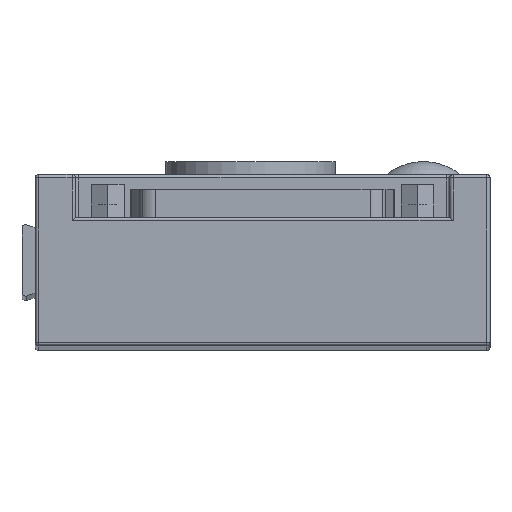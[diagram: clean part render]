
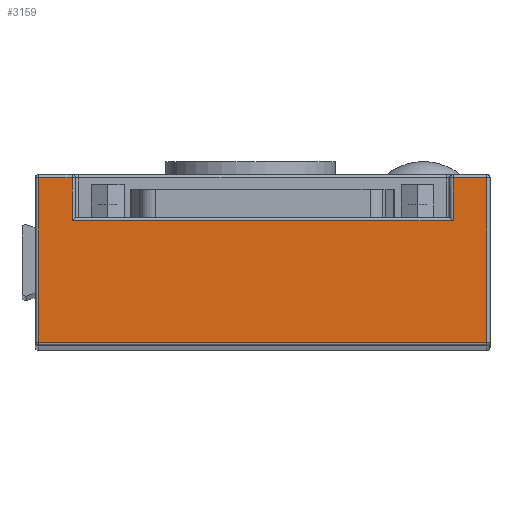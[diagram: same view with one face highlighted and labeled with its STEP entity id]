
A CAD part, top view. The second image highlights one B-rep face of the part: STEP entity #3159.
In plain terms, the highlighted planar face has unit normal (0, 0, 1).
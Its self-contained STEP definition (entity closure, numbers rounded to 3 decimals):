
#1076 = LINE ( 'NONE', #1328, #1077 ) ;
#1077 = VECTOR ( 'NONE', #1329, 1000. ) ;
#1078 = LINE ( 'NONE', #1330, #1079 ) ;
#1079 = VECTOR ( 'NONE', #1331, 1000. ) ;
#1080 = LINE ( 'NONE', #1332, #1081 ) ;
#1081 = VECTOR ( 'NONE', #1333, 1000. ) ;
#1082 = LINE ( 'NONE', #1334, #1083 ) ;
#1083 = VECTOR ( 'NONE', #1335, 1000. ) ;
#1084 = LINE ( 'NONE', #1336, #1085 ) ;
#1085 = VECTOR ( 'NONE', #1337, 1000. ) ;
#1086 = LINE ( 'NONE', #1338, #1087 ) ;
#1087 = VECTOR ( 'NONE', #1339, 1000. ) ;
#1088 = LINE ( 'NONE', #1340, #1089 ) ;
#1089 = VECTOR ( 'NONE', #1341, 1000. ) ;
#1090 = LINE ( 'NONE', #1342, #1091 ) ;
#1091 = VECTOR ( 'NONE', #1343, 1000. ) ;
#1328 = CARTESIAN_POINT ( 'NONE',  ( -34.5, 12.5, 202.25 ) ) ;
#1329 = DIRECTION ( 'NONE',  ( -1., 0., 0. ) ) ;
#1330 = CARTESIAN_POINT ( 'NONE',  ( -34., -13., 202.25 ) ) ;
#1331 = DIRECTION ( 'NONE',  ( 0., -1., 0. ) ) ;
#1332 = CARTESIAN_POINT ( 'NONE',  ( 34.5, -12.5, 202.25 ) ) ;
#1333 = DIRECTION ( 'NONE',  ( 1., 0., 0. ) ) ;
#1334 = CARTESIAN_POINT ( 'NONE',  ( 34., 13., 202.25 ) ) ;
#1335 = DIRECTION ( 'NONE',  ( 0., 1., 0. ) ) ;
#1336 = CARTESIAN_POINT ( 'NONE',  ( 28.4, 12.5, 202.25 ) ) ;
#1337 = DIRECTION ( 'NONE',  ( -1., 0., 0. ) ) ;
#1338 = CARTESIAN_POINT ( 'NONE',  ( 28.9, 6.5, 202.25 ) ) ;
#1339 = DIRECTION ( 'NONE',  ( 0., -1., 0. ) ) ;
#1340 = CARTESIAN_POINT ( 'NONE',  ( -28.4, 6., 202.25 ) ) ;
#1341 = DIRECTION ( 'NONE',  ( -1., 0., 0. ) ) ;
#1342 = CARTESIAN_POINT ( 'NONE',  ( -28.9, 13., 202.25 ) ) ;
#1343 = DIRECTION ( 'NONE',  ( 0., 1., 0. ) ) ;
#2159 = VERTEX_POINT ( 'NONE', #9264 ) ;
#2160 = VERTEX_POINT ( 'NONE', #9265 ) ;
#2161 = VERTEX_POINT ( 'NONE', #9266 ) ;
#2162 = VERTEX_POINT ( 'NONE', #9267 ) ;
#2163 = VERTEX_POINT ( 'NONE', #9268 ) ;
#2164 = VERTEX_POINT ( 'NONE', #9269 ) ;
#2165 = VERTEX_POINT ( 'NONE', #9270 ) ;
#2166 = VERTEX_POINT ( 'NONE', #9271 ) ;
#2905 = AXIS2_PLACEMENT_3D ( 'NONE', #11291, #11292, #11293 ) ;
#3159 = ADVANCED_FACE ( 'NONE', ( #8482 ), #11290, .T. ) ;
#4648 = EDGE_LOOP ( 'NONE', ( #4981, #4982, #4983, #4984, #4985, #4986, #4987, #4988 ) ) ;
#4981 = ORIENTED_EDGE ( 'NONE', *, *, #5614, .T. ) ;
#4982 = ORIENTED_EDGE ( 'NONE', *, *, #5616, .T. ) ;
#4983 = ORIENTED_EDGE ( 'NONE', *, *, #5618, .T. ) ;
#4984 = ORIENTED_EDGE ( 'NONE', *, *, #5620, .T. ) ;
#4985 = ORIENTED_EDGE ( 'NONE', *, *, #5622, .T. ) ;
#4986 = ORIENTED_EDGE ( 'NONE', *, *, #5624, .T. ) ;
#4987 = ORIENTED_EDGE ( 'NONE', *, *, #5627, .T. ) ;
#4988 = ORIENTED_EDGE ( 'NONE', *, *, #5629, .T. ) ;
#5614 = EDGE_CURVE ( 'NONE', #2159, #2160, #1076, .T. ) ;
#5616 = EDGE_CURVE ( 'NONE', #2160, #2161, #1078, .T. ) ;
#5618 = EDGE_CURVE ( 'NONE', #2161, #2162, #1080, .T. ) ;
#5620 = EDGE_CURVE ( 'NONE', #2162, #2163, #1082, .T. ) ;
#5622 = EDGE_CURVE ( 'NONE', #2163, #2164, #1084, .T. ) ;
#5624 = EDGE_CURVE ( 'NONE', #2164, #2165, #1086, .T. ) ;
#5627 = EDGE_CURVE ( 'NONE', #2165, #2166, #1088, .T. ) ;
#5629 = EDGE_CURVE ( 'NONE', #2166, #2159, #1090, .T. ) ;
#8482 = FACE_OUTER_BOUND ( 'NONE', #4648, .T. ) ;
#9264 = CARTESIAN_POINT ( 'NONE',  ( -28.9, 12.5, 202.25 ) ) ;
#9265 = CARTESIAN_POINT ( 'NONE',  ( -34., 12.5, 202.25 ) ) ;
#9266 = CARTESIAN_POINT ( 'NONE',  ( -34., -12.5, 202.25 ) ) ;
#9267 = CARTESIAN_POINT ( 'NONE',  ( 34., -12.5, 202.25 ) ) ;
#9268 = CARTESIAN_POINT ( 'NONE',  ( 34., 12.5, 202.25 ) ) ;
#9269 = CARTESIAN_POINT ( 'NONE',  ( 28.9, 12.5, 202.25 ) ) ;
#9270 = CARTESIAN_POINT ( 'NONE',  ( 28.9, 6., 202.25 ) ) ;
#9271 = CARTESIAN_POINT ( 'NONE',  ( -28.9, 6., 202.25 ) ) ;
#11290 = PLANE ( 'NONE',  #2905 ) ;
#11291 = CARTESIAN_POINT ( 'NONE',  ( -34.5, 13., 202.25 ) ) ;
#11292 = DIRECTION ( 'NONE',  ( 0., 0., 1. ) ) ;
#11293 = DIRECTION ( 'NONE',  ( 1., 0., 0. ) ) ;
